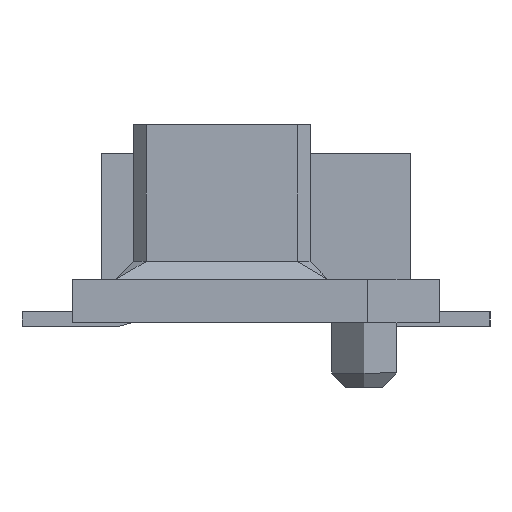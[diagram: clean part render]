
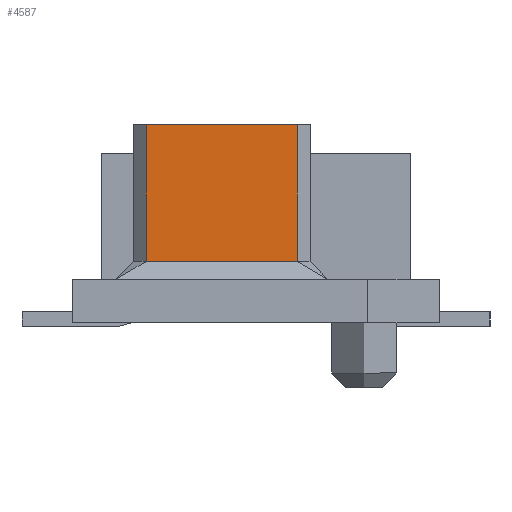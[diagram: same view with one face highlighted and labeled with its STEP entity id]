
A CAD part, left-side view. The second image highlights one B-rep face of the part: STEP entity #4587.
In plain terms, the highlighted planar face has unit normal (-1, 0, 0).
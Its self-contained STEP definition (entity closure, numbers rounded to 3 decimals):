
#257=FACE_OUTER_BOUND($,#546,.T.);
#546=EDGE_LOOP($,(#3710,#3711,#3712,#3713));
#1029=LINE($,#7095,#1636);
#1032=LINE($,#7130,#1639);
#1061=LINE($,#7209,#1668);
#1067=LINE($,#7219,#1674);
#1636=VECTOR($,#5731,2.101);
#1639=VECTOR($,#5734,1.9);
#1668=VECTOR($,#5779,1.9);
#1674=VECTOR($,#5791,2.101);
#2129=VERTEX_POINT($,#7077);
#2130=VERTEX_POINT($,#7094);
#2132=VERTEX_POINT($,#7129);
#2150=VERTEX_POINT($,#7201);
#2662=EDGE_CURVE($,#2130,#2129,#1029,.T.);
#2666=EDGE_CURVE($,#2132,#2130,#1032,.T.);
#2697=EDGE_CURVE($,#2150,#2129,#1061,.T.);
#2703=EDGE_CURVE($,#2132,#2150,#1067,.T.);
#3710=ORIENTED_EDGE($,*,*,#2662,.T.);
#3711=ORIENTED_EDGE($,*,*,#2697,.F.);
#3712=ORIENTED_EDGE($,*,*,#2703,.F.);
#3713=ORIENTED_EDGE($,*,*,#2666,.T.);
#4307=PLANE($,#4932);
#4587=ADVANCED_FACE($,(#257),#4307,.T.);
#4932=AXIS2_PLACEMENT_3D($,#7220,#5792,#5793);
#5731=DIRECTION($,(0.,-1.,0.));
#5734=DIRECTION($,(0.,0.,-1.));
#5779=DIRECTION($,(0.,0.,-1.));
#5791=DIRECTION($,(0.,-1.,0.));
#5792=DIRECTION('center_axis',(-1.,0.,0.));
#5793=DIRECTION('ref_axis',(0.,0.,1.));
#7077=CARTESIAN_POINT('',(-20.5,-0.576,0.9));
#7094=CARTESIAN_POINT('',(-20.5,1.526,0.9));
#7095=CARTESIAN_POINT($,(-20.5,0.,0.9));
#7129=CARTESIAN_POINT('',(-20.5,1.526,2.8));
#7130=CARTESIAN_POINT($,(-20.5,1.526,2.8));
#7201=CARTESIAN_POINT('',(-20.5,-0.576,2.8));
#7209=CARTESIAN_POINT($,(-20.5,-0.576,2.8));
#7219=CARTESIAN_POINT($,(-20.5,0.,2.8));
#7220=CARTESIAN_POINT('Origin',(-20.5,0.475,1.85));
